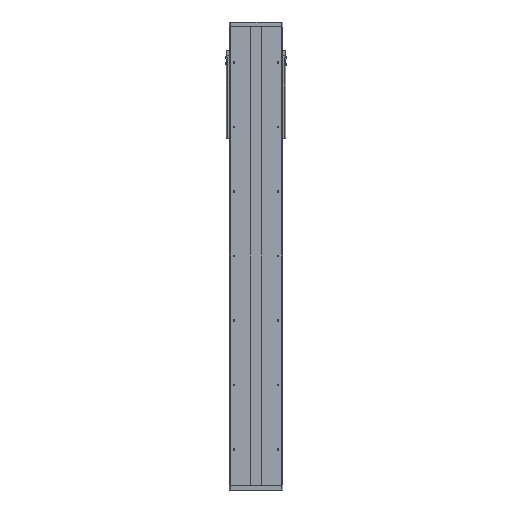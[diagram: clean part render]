
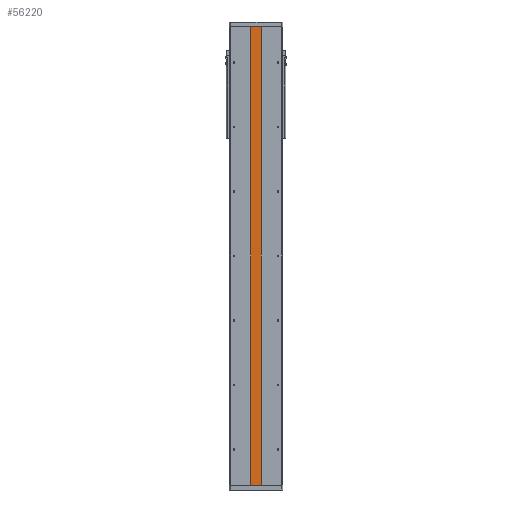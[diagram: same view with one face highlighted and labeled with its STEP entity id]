
A CAD part, front view. The second image highlights one B-rep face of the part: STEP entity #56220.
In plain terms, the highlighted planar face has unit normal (0, -1, 0).
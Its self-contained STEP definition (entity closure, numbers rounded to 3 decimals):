
#3586 = VERTEX_POINT ( 'NONE', #39453 ) ;
#4129 = VECTOR ( 'NONE', #46214, 1000. ) ;
#6062 = LINE ( 'NONE', #40013, #4129 ) ;
#8803 = CARTESIAN_POINT ( 'NONE',  ( -16., 3., -1420. ) ) ;
#11419 = EDGE_LOOP ( 'NONE', ( #61580, #69804, #27315, #19275 ) ) ;
#12025 = LINE ( 'NONE', #52902, #26535 ) ;
#16313 = EDGE_CURVE ( 'NONE', #27136, #28627, #6062, .T. ) ;
#19275 = ORIENTED_EDGE ( 'NONE', *, *, #65826, .T. ) ;
#20504 = AXIS2_PLACEMENT_3D ( 'NONE', #8803, #64584, #27477 ) ;
#23794 = LINE ( 'NONE', #37976, #54787 ) ;
#24039 = CARTESIAN_POINT ( 'NONE',  ( 16., 3., 0. ) ) ;
#25353 = EDGE_CURVE ( 'NONE', #3586, #74766, #12025, .T. ) ;
#26535 = VECTOR ( 'NONE', #34221, 1000. ) ;
#27136 = VERTEX_POINT ( 'NONE', #65675 ) ;
#27315 = ORIENTED_EDGE ( 'NONE', *, *, #25353, .F. ) ;
#27477 = DIRECTION ( 'NONE',  ( 0., 0., -1. ) ) ;
#28627 = VERTEX_POINT ( 'NONE', #24039 ) ;
#34221 = DIRECTION ( 'NONE',  ( 0., 0., 1. ) ) ;
#37585 = EDGE_CURVE ( 'NONE', #74766, #28627, #23794, .T. ) ;
#37976 = CARTESIAN_POINT ( 'NONE',  ( -16., 3., 0. ) ) ;
#39453 = CARTESIAN_POINT ( 'NONE',  ( -16., 3., -1420. ) ) ;
#40013 = CARTESIAN_POINT ( 'NONE',  ( 16., 3., -1420. ) ) ;
#46214 = DIRECTION ( 'NONE',  ( 0., 0., 1. ) ) ;
#52902 = CARTESIAN_POINT ( 'NONE',  ( -16., 3., -1420. ) ) ;
#54787 = VECTOR ( 'NONE', #62616, 1000. ) ;
#55823 = FACE_OUTER_BOUND ( 'NONE', #11419, .T. ) ;
#56220 = ADVANCED_FACE ( 'NONE', ( #55823 ), #58325, .T. ) ;
#58325 = PLANE ( 'NONE',  #20504 ) ;
#58814 = CARTESIAN_POINT ( 'NONE',  ( -16., 3., -1420. ) ) ;
#58899 = LINE ( 'NONE', #58814, #75368 ) ;
#60681 = CARTESIAN_POINT ( 'NONE',  ( -16., 3., 0. ) ) ;
#61580 = ORIENTED_EDGE ( 'NONE', *, *, #16313, .T. ) ;
#62616 = DIRECTION ( 'NONE',  ( 1., 0., 0. ) ) ;
#64584 = DIRECTION ( 'NONE',  ( 0., -1., 0. ) ) ;
#65675 = CARTESIAN_POINT ( 'NONE',  ( 16., 3., -1420. ) ) ;
#65826 = EDGE_CURVE ( 'NONE', #3586, #27136, #58899, .T. ) ;
#69804 = ORIENTED_EDGE ( 'NONE', *, *, #37585, .F. ) ;
#74766 = VERTEX_POINT ( 'NONE', #60681 ) ;
#75368 = VECTOR ( 'NONE', #77474, 1000. ) ;
#77474 = DIRECTION ( 'NONE',  ( 1., 0., 0. ) ) ;
